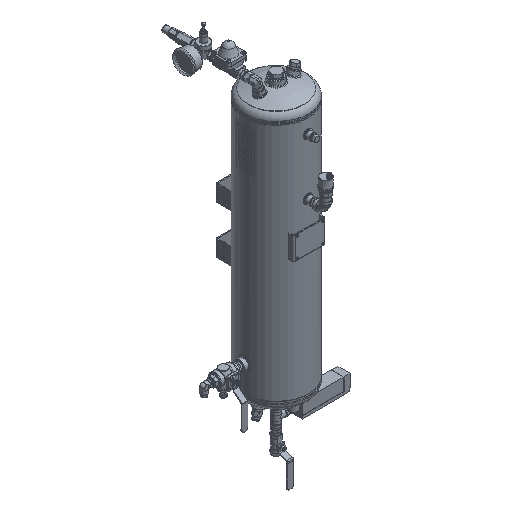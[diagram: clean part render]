
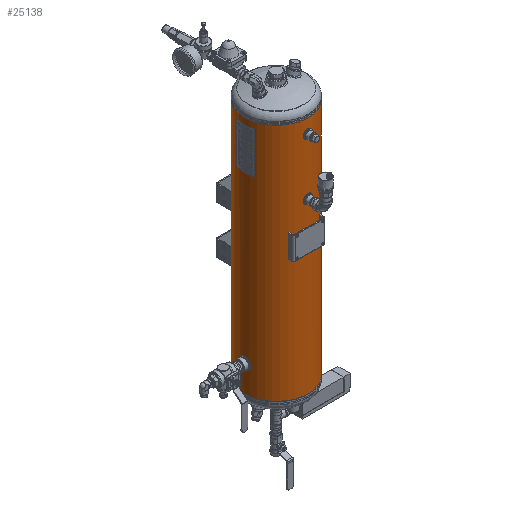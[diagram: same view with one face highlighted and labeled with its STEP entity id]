
A CAD part, isometric view. The second image highlights one B-rep face of the part: STEP entity #25138.
In plain terms, the highlighted cylindrical face has radius 100 mm (diameter 200 mm), a partial arc.
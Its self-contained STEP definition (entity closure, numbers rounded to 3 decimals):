
#1764=B_SPLINE_CURVE_WITH_KNOTS('',3,(#44692,#44693,#44694,#44695,#44696,
#44697,#44698,#44699,#44700,#44701,#44702,#44703,#44704,#44705,#44706,#44707,
#44708,#44709,#44710),.UNSPECIFIED.,.T.,.F.,(1,1,1,1,1,1,1,1,1,1,1,1,1,
1,1,1,1,1,1,1,1,1,1),(-0.012,-0.008,-0.004,
0.,0.004,0.008,0.012,
0.016,0.02,0.023,0.027,
0.031,0.035,0.039,0.043,
0.047,0.051,0.055,0.059,
0.063,0.066,0.07,0.074),
 .UNSPECIFIED.);
#1765=B_SPLINE_CURVE_WITH_KNOTS('',3,(#44712,#44713,#44714,#44715,#44716,
#44717,#44718,#44719,#44720,#44721,#44722,#44723,#44724,#44725,#44726,#44727,
#44728,#44729,#44730),.UNSPECIFIED.,.T.,.F.,(1,1,1,1,1,1,1,1,1,1,1,1,1,
1,1,1,1,1,1,1,1,1,1),(-0.012,-0.008,-0.004,
0.,0.004,0.008,0.012,0.016,
0.02,0.023,0.027,0.031,
0.035,0.039,0.043,0.047,
0.051,0.055,0.059,0.063,
0.066,0.07,0.074),.UNSPECIFIED.);
#1766=B_SPLINE_CURVE_WITH_KNOTS('',3,(#44732,#44733,#44734,#44735,#44736,
#44737,#44738,#44739,#44740,#44741,#44742,#44743,#44744,#44745,#44746,#44747,
#44748,#44749,#44750),.UNSPECIFIED.,.T.,.F.,(1,1,1,1,1,1,1,1,1,1,1,1,1,
1,1,1,1,1,1,1,1,1,1),(-0.018,-0.012,-0.006,
0.,0.006,0.012,0.018,
0.023,0.029,0.035,0.041,
0.047,0.053,0.059,0.065,
0.07,0.076,0.082,0.088,
0.094,0.1,0.106,0.112),
 .UNSPECIFIED.);
#2906=LINE('',#44752,#4133);
#2907=LINE('',#44757,#4134);
#4133=VECTOR('',#37680,1000.);
#4134=VECTOR('',#37683,1000.);
#5365=ORIENTED_EDGE('',*,*,#12543,.T.);
#5366=ORIENTED_EDGE('',*,*,#12544,.T.);
#5367=ORIENTED_EDGE('',*,*,#12545,.T.);
#5368=ORIENTED_EDGE('',*,*,#12546,.T.);
#5369=ORIENTED_EDGE('',*,*,#12547,.T.);
#5370=ORIENTED_EDGE('',*,*,#12548,.F.);
#5371=ORIENTED_EDGE('',*,*,#12549,.F.);
#12543=EDGE_CURVE('',#16132,#16132,#1764,.T.);
#12544=EDGE_CURVE('',#16133,#16133,#1765,.T.);
#12545=EDGE_CURVE('',#16134,#16134,#1766,.T.);
#12546=EDGE_CURVE('',#16135,#16136,#2906,.T.);
#12547=EDGE_CURVE('',#16136,#16137,#18613,.T.);
#12548=EDGE_CURVE('',#16138,#16137,#2907,.T.);
#12549=EDGE_CURVE('',#16135,#16138,#18614,.T.);
#16132=VERTEX_POINT('',#44711);
#16133=VERTEX_POINT('',#44731);
#16134=VERTEX_POINT('',#44751);
#16135=VERTEX_POINT('',#44753);
#16136=VERTEX_POINT('',#44754);
#16137=VERTEX_POINT('',#44756);
#16138=VERTEX_POINT('',#44758);
#18613=CIRCLE('',#34810,100.);
#18614=CIRCLE('',#34811,100.);
#19805=EDGE_LOOP('',(#5365));
#19806=EDGE_LOOP('',(#5366));
#19807=EDGE_LOOP('',(#5367));
#19808=EDGE_LOOP('',(#5368,#5369,#5370,#5371));
#22257=FACE_BOUND('',#19805,.T.);
#22258=FACE_BOUND('',#19806,.T.);
#22259=FACE_BOUND('',#19807,.T.);
#22260=FACE_BOUND('',#19808,.T.);
#24711=CYLINDRICAL_SURFACE('',#34809,100.);
#25138=ADVANCED_FACE('',(#22257,#22258,#22259,#22260),#24711,.T.);
#34809=AXIS2_PLACEMENT_3D('',#44691,#37678,#37679);
#34810=AXIS2_PLACEMENT_3D('',#44755,#37681,#37682);
#34811=AXIS2_PLACEMENT_3D('',#44759,#37684,#37685);
#37678=DIRECTION('',(0.,-1.,0.));
#37679=DIRECTION('',(0.,0.,-1.));
#37680=DIRECTION('',(0.,-1.,0.));
#37681=DIRECTION('',(0.,1.,0.));
#37682=DIRECTION('',(1.,0.,0.));
#37683=DIRECTION('',(0.,-1.,0.));
#37684=DIRECTION('',(0.,1.,0.));
#37685=DIRECTION('',(1.,0.,0.));
#44691=CARTESIAN_POINT('',(0.,750.,0.));
#44692=CARTESIAN_POINT('',(-9.473,48.444,-99.554));
#44693=CARTESIAN_POINT('',(-10.262,44.497,-99.471));
#44694=CARTESIAN_POINT('',(-9.477,40.569,-99.553));
#44695=CARTESIAN_POINT('',(-7.254,37.244,-99.75));
#44696=CARTESIAN_POINT('',(-3.93,35.023,-99.946));
#44697=CARTESIAN_POINT('',(-0.006,34.24,-100.027));
#44698=CARTESIAN_POINT('',(3.922,35.019,-99.946));
#44699=CARTESIAN_POINT('',(7.252,37.242,-99.75));
#44700=CARTESIAN_POINT('',(9.478,40.57,-99.553));
#44701=CARTESIAN_POINT('',(10.26,44.496,-99.472));
#44702=CARTESIAN_POINT('',(9.481,48.422,-99.553));
#44703=CARTESIAN_POINT('',(7.262,51.747,-99.749));
#44704=CARTESIAN_POINT('',(3.94,53.974,-99.945));
#44705=CARTESIAN_POINT('',(0.01,54.761,-100.027));
#44706=CARTESIAN_POINT('',(-3.923,53.981,-99.946));
#44707=CARTESIAN_POINT('',(-7.249,51.759,-99.75));
#44708=CARTESIAN_POINT('',(-9.473,48.444,-99.554));
#44709=CARTESIAN_POINT('',(-10.262,44.497,-99.471));
#44710=CARTESIAN_POINT('',(-9.477,40.569,-99.553));
#44711=CARTESIAN_POINT('',(-10.,44.5,-99.499));
#44712=CARTESIAN_POINT('',(-9.473,224.444,-99.554));
#44713=CARTESIAN_POINT('',(-10.262,220.497,-99.471));
#44714=CARTESIAN_POINT('',(-9.477,216.569,-99.553));
#44715=CARTESIAN_POINT('',(-7.254,213.244,-99.75));
#44716=CARTESIAN_POINT('',(-3.93,211.023,-99.946));
#44717=CARTESIAN_POINT('',(-0.006,210.24,-100.027));
#44718=CARTESIAN_POINT('',(3.922,211.019,-99.946));
#44719=CARTESIAN_POINT('',(7.252,213.242,-99.75));
#44720=CARTESIAN_POINT('',(9.478,216.57,-99.553));
#44721=CARTESIAN_POINT('',(10.26,220.496,-99.472));
#44722=CARTESIAN_POINT('',(9.481,224.422,-99.553));
#44723=CARTESIAN_POINT('',(7.262,227.747,-99.749));
#44724=CARTESIAN_POINT('',(3.94,229.974,-99.945));
#44725=CARTESIAN_POINT('',(0.01,230.761,-100.027));
#44726=CARTESIAN_POINT('',(-3.923,229.981,-99.946));
#44727=CARTESIAN_POINT('',(-7.249,227.759,-99.75));
#44728=CARTESIAN_POINT('',(-9.473,224.444,-99.554));
#44729=CARTESIAN_POINT('',(-10.262,220.497,-99.471));
#44730=CARTESIAN_POINT('',(-9.477,216.569,-99.553));
#44731=CARTESIAN_POINT('',(-10.,220.5,-99.499));
#44732=CARTESIAN_POINT('',(-98.994,672.42,14.208));
#44733=CARTESIAN_POINT('',(-98.806,666.495,15.395));
#44734=CARTESIAN_POINT('',(-98.993,660.6,14.214));
#44735=CARTESIAN_POINT('',(-99.436,655.617,10.88));
#44736=CARTESIAN_POINT('',(-99.878,652.286,5.9));
#44737=CARTESIAN_POINT('',(-100.061,651.109,0.009));
#44738=CARTESIAN_POINT('',(-99.879,652.279,-5.887));
#44739=CARTESIAN_POINT('',(-99.437,655.615,-10.879));
#44740=CARTESIAN_POINT('',(-98.992,660.601,-14.215));
#44741=CARTESIAN_POINT('',(-98.807,666.494,-15.391));
#44742=CARTESIAN_POINT('',(-98.992,672.387,-14.219));
#44743=CARTESIAN_POINT('',(-99.435,677.371,-10.892));
#44744=CARTESIAN_POINT('',(-99.877,680.709,-5.914));
#44745=CARTESIAN_POINT('',(-100.061,681.893,-0.013));
#44746=CARTESIAN_POINT('',(-99.878,680.72,5.889));
#44747=CARTESIAN_POINT('',(-99.437,677.387,10.874));
#44748=CARTESIAN_POINT('',(-98.994,672.42,14.208));
#44749=CARTESIAN_POINT('',(-98.806,666.495,15.395));
#44750=CARTESIAN_POINT('',(-98.993,660.6,14.214));
#44751=CARTESIAN_POINT('',(-98.869,666.5,15.));
#44752=CARTESIAN_POINT('',(0.254,801.561,100.));
#44753=CARTESIAN_POINT('',(0.254,750.,100.));
#44754=CARTESIAN_POINT('',(0.254,0.,100.));
#44755=CARTESIAN_POINT('',(0.,0.,0.));
#44756=CARTESIAN_POINT('',(-0.254,0.,100.));
#44757=CARTESIAN_POINT('',(-0.254,801.561,100.));
#44758=CARTESIAN_POINT('',(-0.254,750.,100.));
#44759=CARTESIAN_POINT('',(0.,750.,0.));
